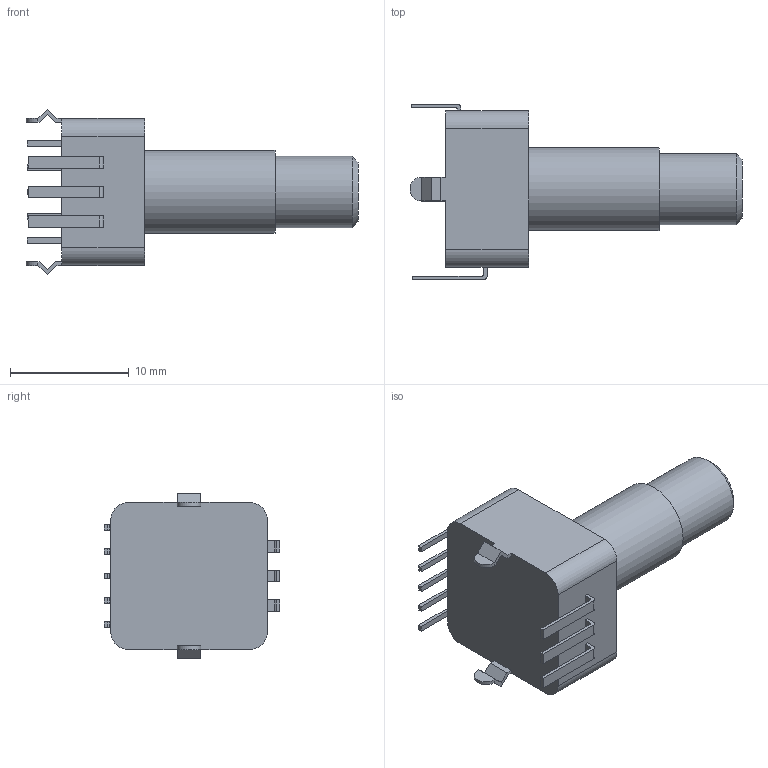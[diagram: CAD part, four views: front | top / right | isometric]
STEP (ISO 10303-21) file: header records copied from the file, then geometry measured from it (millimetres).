
FILE_DESCRIPTION(('FreeCAD Model'),'2;1');
FILE_NAME('Bourns PEL12T4225S-S1024-white.step','2019-11-04T15:37:16',('Author'),(''), 'Open CASCADE STEP processor 7.3','FreeCAD','Unknown');
FILE_SCHEMA(('AUTOMOTIVE_DESIGN { 1 0 10303 214 1 1 1 1 }'));
Length unit declared in the file: millimetre
Products named in the file (1): Open_CASCADE_STEP_translator_6.8_1
Bounding box: 28 x 14.8 x 14 mm (x, y, z)
Volume: 1764.9 mm3; surface area: 1152.2 mm2
Topology: 1 solids, 1 shells, 107 faces, 281 edges, 186 vertices
Faces by surface type: plane 82, cylinder 24, cone 1
Full cylindrical faces by diameter (mm): 6 x1, 7 x1
Entity records: 3292 total; most frequent: CARTESIAN_POINT 578, ORIENTED_EDGE 562, DIRECTION 544, EDGE_CURVE 281, LINE 228, VECTOR 228, VERTEX_POINT 186, AXIS2_PLACEMENT_3D 158
